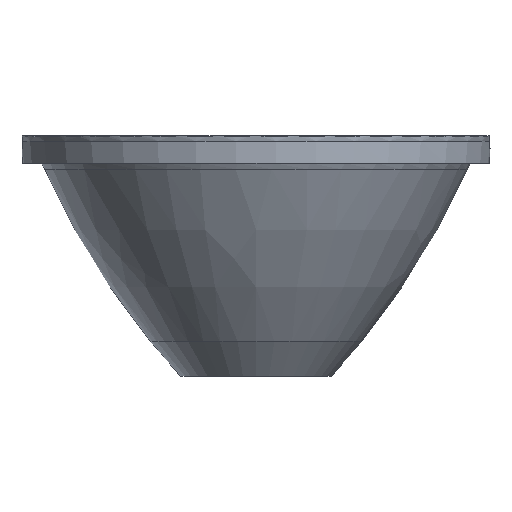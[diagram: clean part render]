
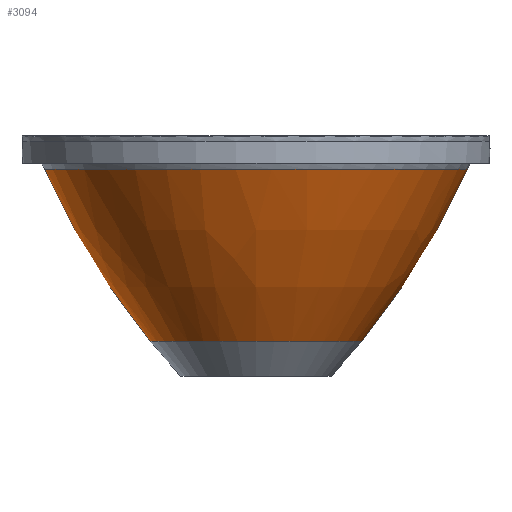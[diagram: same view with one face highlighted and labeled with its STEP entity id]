
A CAD part, left-side view. The second image highlights one B-rep face of the part: STEP entity #3094.
In plain terms, the highlighted free-form (B-spline) face has degree [3, 3] with [4, 7] control points.
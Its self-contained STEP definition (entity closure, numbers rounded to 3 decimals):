
#3094=ADVANCED_FACE('',(#3118,#3119),#3103,.T.);
#3103=(
BOUNDED_SURFACE()
B_SPLINE_SURFACE(3,3,((#29412,#29413,#29414,#29415,#29416,#29417,#29418),
(#29419,#29420,#29421,#29422,#29423,#29424,#29425),(#29426,#29427,#29428,
#29429,#29430,#29431,#29432),(#29433,#29434,#29435,#29436,#29437,#29438,
#29439)),.UNSPECIFIED.,.F.,.T.,.F.)
B_SPLINE_SURFACE_WITH_KNOTS((4,4),(1,3,3,3,1),(0.,1.),(-0.5,0.,0.5,1.,1.5),
 .UNSPECIFIED.)
GEOMETRIC_REPRESENTATION_ITEM()
RATIONAL_B_SPLINE_SURFACE(((1.,0.333,0.333,1.,0.333,
0.333,1.),(0.994,0.331,0.331,
0.994,0.331,0.331,0.994),
(0.994,0.331,0.331,0.994,
0.331,0.331,0.994),(1.,0.333,
0.333,1.,0.333,0.333,1.)))
REPRESENTATION_ITEM('')
SURFACE()
);
#3118=FACE_BOUND('',#3704,.T.);
#3119=FACE_BOUND('',#3705,.T.);
#3704=EDGE_LOOP('',(#8316));
#3705=EDGE_LOOP('',(#8317));
#8316=ORIENTED_EDGE('',*,*,#10082,.T.);
#8317=ORIENTED_EDGE('',*,*,#12382,.T.);
#8337=VERTEX_POINT('',#18533);
#10074=VERTEX_POINT('',#29411);
#10082=EDGE_CURVE('',#8337,#8337,#12392,.T.);
#12382=EDGE_CURVE('',#10074,#10074,#13450,.T.);
#12392=CIRCLE('',#13469,15.774);
#13450=CIRCLE('',#15112,7.874);
#13469=AXIS2_PLACEMENT_3D('',#18532,#15127,#15128);
#15112=AXIS2_PLACEMENT_3D('',#29410,#18506,#18507);
#15127=DIRECTION('',(0.,0.,-1.));
#15128=DIRECTION('',(1.,0.,0.));
#18506=DIRECTION('',(0.,0.,1.));
#18507=DIRECTION('',(1.,0.,0.));
#18532=CARTESIAN_POINT('',(-4.815,84.519,483.073));
#18533=CARTESIAN_POINT('',(10.959,84.519,483.073));
#29410=CARTESIAN_POINT('',(-4.815,84.519,470.227));
#29411=CARTESIAN_POINT('',(3.059,84.519,470.227));
#29412=CARTESIAN_POINT('',(-12.689,84.519,470.227));
#29413=CARTESIAN_POINT('',(-12.689,100.267,470.227));
#29414=CARTESIAN_POINT('',(3.059,100.267,470.227));
#29415=CARTESIAN_POINT('',(3.059,84.519,470.227));
#29416=CARTESIAN_POINT('',(3.059,68.77,470.227));
#29417=CARTESIAN_POINT('',(-12.689,68.77,470.227));
#29418=CARTESIAN_POINT('',(-12.689,84.519,470.227));
#29419=CARTESIAN_POINT('',(-15.893,84.519,474.14));
#29420=CARTESIAN_POINT('',(-15.893,106.675,474.14));
#29421=CARTESIAN_POINT('',(6.263,106.675,474.14));
#29422=CARTESIAN_POINT('',(6.263,84.519,474.14));
#29423=CARTESIAN_POINT('',(6.263,62.362,474.14));
#29424=CARTESIAN_POINT('',(-15.893,62.362,474.14));
#29425=CARTESIAN_POINT('',(-15.893,84.519,474.14));
#29426=CARTESIAN_POINT('',(-18.543,84.519,478.448));
#29427=CARTESIAN_POINT('',(-18.543,111.974,478.448));
#29428=CARTESIAN_POINT('',(8.912,111.974,478.448));
#29429=CARTESIAN_POINT('',(8.912,84.519,478.448));
#29430=CARTESIAN_POINT('',(8.912,57.064,478.448));
#29431=CARTESIAN_POINT('',(-18.543,57.064,478.448));
#29432=CARTESIAN_POINT('',(-18.543,84.519,478.448));
#29433=CARTESIAN_POINT('',(-20.589,84.519,483.073));
#29434=CARTESIAN_POINT('',(-20.589,116.067,483.073));
#29435=CARTESIAN_POINT('',(10.959,116.067,483.073));
#29436=CARTESIAN_POINT('',(10.959,84.519,483.073));
#29437=CARTESIAN_POINT('',(10.959,52.97,483.073));
#29438=CARTESIAN_POINT('',(-20.589,52.97,483.073));
#29439=CARTESIAN_POINT('',(-20.589,84.519,483.073));
